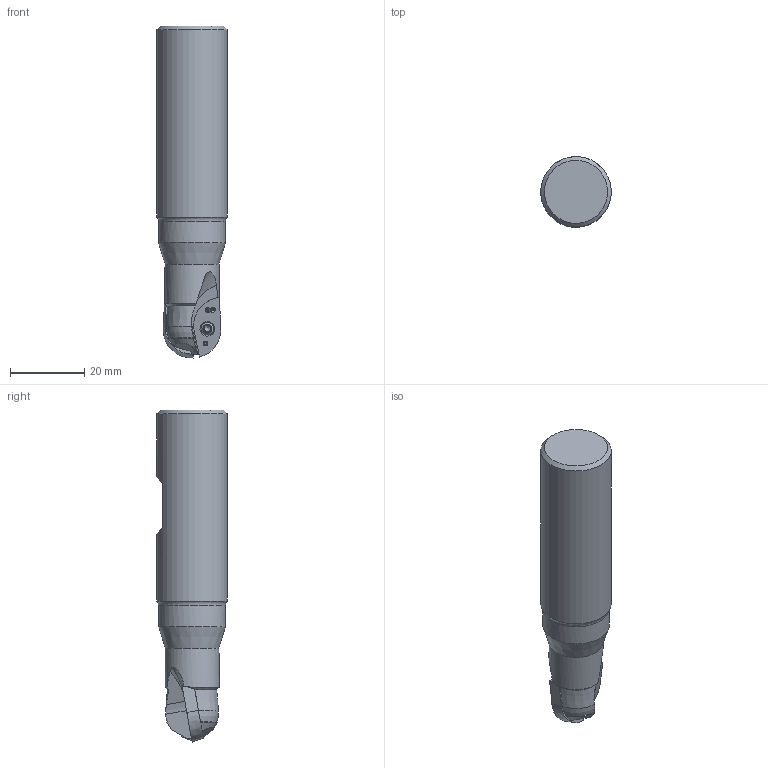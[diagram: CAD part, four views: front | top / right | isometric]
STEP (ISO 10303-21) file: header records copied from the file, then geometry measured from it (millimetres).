
FILE_DESCRIPTION(/* description */ (''),/* implementation_level */ '2;1');
FILE_NAME(/* name */ '1581392508544.stp',/* time_stamp */ '2020-02-11T09:11:57+06:00',/* author */ (''),/* organization */ ('SMS'),/* preprocessor_version */ 'ST-DEVELOPER v16.7',/* originating_system */ 'SIEMENS PLM Software NX 12.0',/* authorisation */ '');
FILE_SCHEMA (('AUTOMOTIVE_DESIGN { 1 0 10303 214 3 1 1 1 }'));
Length unit declared in the file: millimetre
Products named in the file (4): ASSEMBLY_CONSTRUCTION; 202034763mod000_00; 202227900mod000_00; 202228438mod000_00
Assembly tree (4 placements, depth 2):
  202228438mod000_00
    202227900mod000_00
    202034763mod000_00  x2
    ASSEMBLY_CONSTRUCTION
Bounding box: 18.98 x 19.01 x 89.69 mm (x, y, z)
Volume: 20332 mm3; surface area: 5893.7 mm2
Topology: 3 solids, 3 shells, 168 faces, 431 edges, 290 vertices
Faces by surface type: plane 71, cone 38, extrusion 24, cylinder 13, sphere 9, bspline 8, torus 5
Full cylindrical faces by diameter (mm): 2.5 x2, 2.9 x2, 3.45 x2, 14.6 x1, 18.05 x1, 19.044 x1
Entity records: 6148 total; most frequent: CARTESIAN_POINT 2390, DIRECTION 749, ORIENTED_EDGE 718, EDGE_CURVE 359, AXIS2_PLACEMENT_3D 308, VERTEX_POINT 242, EDGE_LOOP 185, ADVANCED_FACE 153
